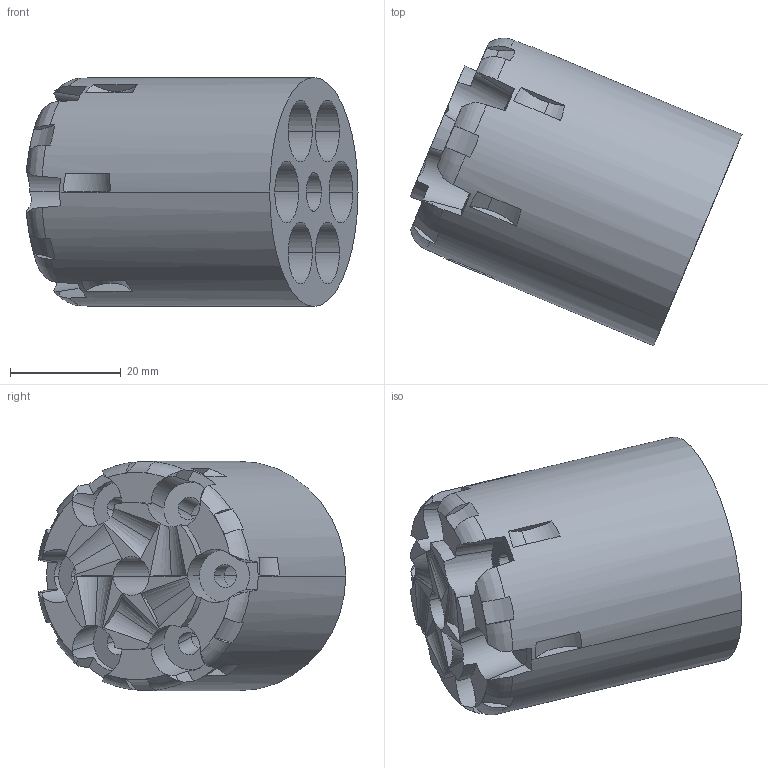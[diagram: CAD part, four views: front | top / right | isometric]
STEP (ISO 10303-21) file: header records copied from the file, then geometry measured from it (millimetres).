
FILE_DESCRIPTION (( 'STEP AP214' ), '1' );
FILE_NAME ('Cylinder.STEP', '2018-10-29T18:23:10', ( '' ), ( '' ), 'SwSTEP 2.0', 'SolidWorks 2018', '' );
FILE_SCHEMA (( 'AUTOMOTIVE_DESIGN' ));
Length unit declared in the file: millimetre
Products named in the file (1): Cylinder
Bounding box: 59.98 x 55.56 x 41.4 mm (x, y, z)
Volume: 40630.5 mm3; surface area: 18559.4 mm2
Topology: 1 solids, 1 shells, 186 faces, 520 edges, 352 vertices
Faces by surface type: plane 86, cylinder 64, cone 12, torus 12, bspline 12
Entity records: 13466 total; most frequent: CARTESIAN_POINT 7344, ORIENTED_EDGE 1040, EDGE_CURVE 520, DIRECTION 512, B_SPLINE_CURVE_WITH_KNOTS 353, VERTEX_POINT 352, EDGE_LOOP 216, AXIS2_PLACEMENT_3D 196
